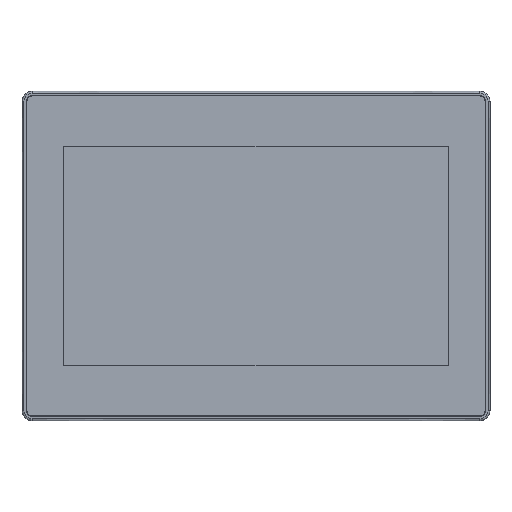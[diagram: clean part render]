
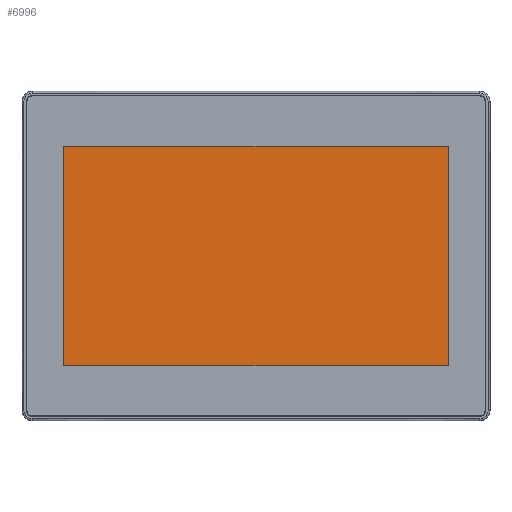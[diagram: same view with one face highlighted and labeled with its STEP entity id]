
A CAD part, top view. The second image highlights one B-rep face of the part: STEP entity #6996.
In plain terms, the highlighted planar face has unit normal (0, 0, 1).
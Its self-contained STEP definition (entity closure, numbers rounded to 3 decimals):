
#6717=DIRECTION('',(0.,1.,0.));
#6718=VECTOR('',#6717,126.9);
#6719=CARTESIAN_POINT('',(-111.2,-63.45,3.9));
#6720=LINE('',#6719,#6718);
#6721=DIRECTION('',(1.,0.,0.));
#6722=VECTOR('',#6721,222.4);
#6723=CARTESIAN_POINT('',(-111.2,63.45,3.9));
#6724=LINE('',#6723,#6722);
#6725=DIRECTION('',(0.,-1.,0.));
#6726=VECTOR('',#6725,126.9);
#6727=CARTESIAN_POINT('',(111.2,63.45,3.9));
#6728=LINE('',#6727,#6726);
#6729=DIRECTION('',(-1.,0.,0.));
#6730=VECTOR('',#6729,222.4);
#6731=CARTESIAN_POINT('',(111.2,-63.45,3.9));
#6732=LINE('',#6731,#6730);
#6781=CARTESIAN_POINT('',(-111.2,-63.45,3.9));
#6782=CARTESIAN_POINT('',(-111.2,63.45,3.9));
#6783=VERTEX_POINT('',#6781);
#6784=VERTEX_POINT('',#6782);
#6785=CARTESIAN_POINT('',(111.2,63.45,3.9));
#6786=VERTEX_POINT('',#6785);
#6787=CARTESIAN_POINT('',(111.2,-63.45,3.9));
#6788=VERTEX_POINT('',#6787);
#6982=CARTESIAN_POINT('',(0.,0.,3.9));
#6983=DIRECTION('',(0.,0.,-1.));
#6984=DIRECTION('',(-1.,0.,0.));
#6985=AXIS2_PLACEMENT_3D('',#6982,#6983,#6984);
#6986=PLANE('',#6985);
#6987=ORIENTED_EDGE('',*,*,#6972,.T.);
#6989=ORIENTED_EDGE('',*,*,#6988,.T.);
#6991=ORIENTED_EDGE('',*,*,#6990,.T.);
#6993=ORIENTED_EDGE('',*,*,#6992,.T.);
#6994=EDGE_LOOP('',(#6987,#6989,#6991,#6993));
#6995=FACE_OUTER_BOUND('',#6994,.F.);
#6996=ADVANCED_FACE('',(#6995),#6986,.F.);
#6972=EDGE_CURVE('',#6783,#6784,#6720,.T.);
#6988=EDGE_CURVE('',#6784,#6786,#6724,.T.);
#6990=EDGE_CURVE('',#6786,#6788,#6728,.T.);
#6992=EDGE_CURVE('',#6788,#6783,#6732,.T.);
